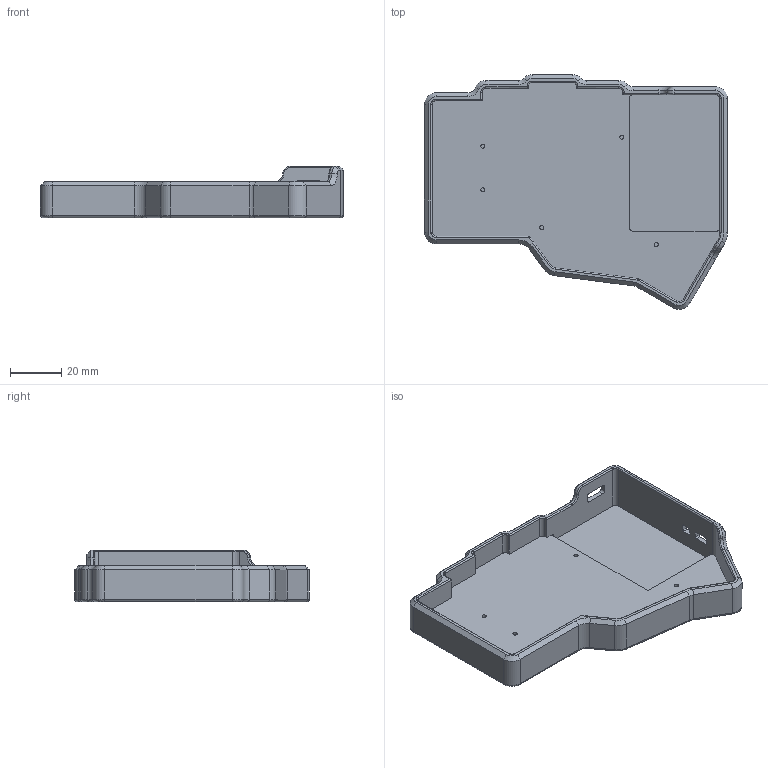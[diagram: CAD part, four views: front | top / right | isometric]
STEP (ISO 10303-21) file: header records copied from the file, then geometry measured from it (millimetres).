
FILE_DESCRIPTION(/* description */ (''),/* implementation_level */ '2;1');
FILE_NAME(/* name */ 'leftSlimFlat.step',/* time_stamp */ '2023-07-31T11:55:47-04:00',/* author */ (''),/* organization */ (''),/* preprocessor_version */ 'ST-DEVELOPER v20',/* originating_system */ 'Autodesk Translation Framework v12.9.0.99',/* authorisation */ '');
FILE_SCHEMA (('AUTOMOTIVE_DESIGN { 1 0 10303 214 3 1 1 }'));
Length unit declared in the file: millimetre
Products named in the file (1): leftSlimFlat
Bounding box: 117.8 x 91.17 x 20 mm (x, y, z)
Volume: 46945.6 mm3; surface area: 26689.2 mm2
Topology: 1 solids, 1 shells, 270 faces, 643 edges, 386 vertices
Faces by surface type: plane 104, cylinder 98, cone 36, torus 31, bspline 1
Full cylindrical faces by diameter (mm): 1.6 x5
Entity records: 7785 total; most frequent: DIRECTION 1449, CARTESIAN_POINT 1308, ORIENTED_EDGE 1286, EDGE_CURVE 643, AXIS2_PLACEMENT_3D 536, VERTEX_POINT 386, LINE 377, VECTOR 377
